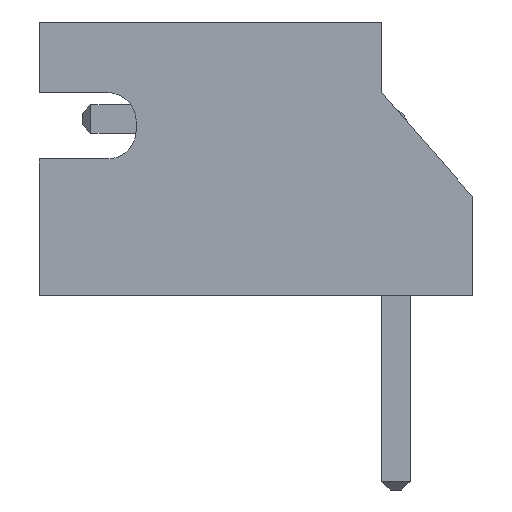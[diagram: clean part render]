
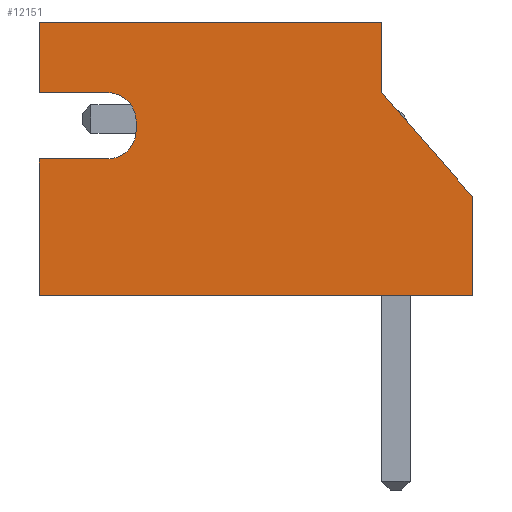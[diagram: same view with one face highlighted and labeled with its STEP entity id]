
A CAD part, left-side view. The second image highlights one B-rep face of the part: STEP entity #12151.
In plain terms, the highlighted planar face has unit normal (-1, 0, 0).
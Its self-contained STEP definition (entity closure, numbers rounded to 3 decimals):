
#409 = VECTOR ( 'NONE', #6307, 1000. ) ;
#519 = DIRECTION ( 'NONE',  ( 0., 1., 0. ) ) ;
#648 = VERTEX_POINT ( 'NONE', #17926 ) ;
#663 = AXIS2_PLACEMENT_3D ( 'NONE', #11904, #1426, #1630 ) ;
#674 = VERTEX_POINT ( 'NONE', #4162 ) ;
#830 = VERTEX_POINT ( 'NONE', #3349 ) ;
#1010 = CARTESIAN_POINT ( 'NONE',  ( -4.95, 4.55, 2.9 ) ) ;
#1175 = CARTESIAN_POINT ( 'NONE',  ( -4.95, 6.25, 2.4 ) ) ;
#1347 = LINE ( 'NONE', #13642, #409 ) ;
#1389 = DIRECTION ( 'NONE',  ( 0., 0., -1. ) ) ;
#1426 = DIRECTION ( 'NONE',  ( -1., 0., 0. ) ) ;
#1505 = LINE ( 'NONE', #18671, #14862 ) ;
#1630 = DIRECTION ( 'NONE',  ( 0., -1., 0. ) ) ;
#2748 = DIRECTION ( 'NONE',  ( 0., 0., -1. ) ) ;
#2801 = EDGE_CURVE ( 'NONE', #3453, #15609, #12923, .T. ) ;
#3349 = CARTESIAN_POINT ( 'NONE',  ( -4.95, 0.25, 4.8 ) ) ;
#3409 = DIRECTION ( 'NONE',  ( 0., 0., -1. ) ) ;
#3453 = VERTEX_POINT ( 'NONE', #17183 ) ;
#3622 = CARTESIAN_POINT ( 'NONE',  ( -4.95, 4.55, 2.9 ) ) ;
#4162 = CARTESIAN_POINT ( 'NONE',  ( -4.95, 6.25, 4.8 ) ) ;
#4532 = EDGE_CURVE ( 'NONE', #15183, #648, #12687, .T. ) ;
#4724 = VECTOR ( 'NONE', #19096, 1000. ) ;
#5077 = VERTEX_POINT ( 'NONE', #14407 ) ;
#5666 = VECTOR ( 'NONE', #2748, 1000. ) ;
#5795 = EDGE_LOOP ( 'NONE', ( #14044, #16271, #11201, #6706, #11708, #8261, #10749, #7949, #16137, #14428, #10948, #18861 ) ) ;
#6184 = DIRECTION ( 'NONE',  ( 0., -1., 0. ) ) ;
#6203 = DIRECTION ( 'NONE',  ( 0., -0.658, -0.753 ) ) ;
#6307 = DIRECTION ( 'NONE',  ( 0., 1., 0. ) ) ;
#6382 = VERTEX_POINT ( 'NONE', #17870 ) ;
#6706 = ORIENTED_EDGE ( 'NONE', *, *, #13596, .F. ) ;
#6984 = CARTESIAN_POINT ( 'NONE',  ( -4.95, -1.35, 4.8 ) ) ;
#7104 = CIRCLE ( 'NONE', #663, 0.5 ) ;
#7365 = EDGE_CURVE ( 'NONE', #15183, #18420, #11743, .T. ) ;
#7551 = CARTESIAN_POINT ( 'NONE',  ( -4.95, 6.25, 4.8 ) ) ;
#7742 = DIRECTION ( 'NONE',  ( 0., -1., 0. ) ) ;
#7829 = EDGE_CURVE ( 'NONE', #15609, #6382, #12268, .T. ) ;
#7949 = ORIENTED_EDGE ( 'NONE', *, *, #19834, .F. ) ;
#8166 = CARTESIAN_POINT ( 'NONE',  ( -4.95, 6.25, 4.8 ) ) ;
#8261 = ORIENTED_EDGE ( 'NONE', *, *, #13916, .F. ) ;
#9092 = VECTOR ( 'NONE', #18234, 1000. ) ;
#9199 = CARTESIAN_POINT ( 'NONE',  ( -4.95, 0.25, 3.562 ) ) ;
#9210 = EDGE_CURVE ( 'NONE', #674, #5077, #12178, .T. ) ;
#10548 = CARTESIAN_POINT ( 'NONE',  ( -4.95, 5.05, 3.562 ) ) ;
#10749 = ORIENTED_EDGE ( 'NONE', *, *, #13187, .F. ) ;
#10948 = ORIENTED_EDGE ( 'NONE', *, *, #4532, .T. ) ;
#11094 = DIRECTION ( 'NONE',  ( -1., 0., 0. ) ) ;
#11201 = ORIENTED_EDGE ( 'NONE', *, *, #17891, .F. ) ;
#11708 = ORIENTED_EDGE ( 'NONE', *, *, #9210, .T. ) ;
#11743 = LINE ( 'NONE', #1175, #9092 ) ;
#11904 = CARTESIAN_POINT ( 'NONE',  ( -4.95, 5.05, 3.062 ) ) ;
#11910 = LINE ( 'NONE', #18007, #5666 ) ;
#12151 = ADVANCED_FACE ( 'NONE', ( #14002 ), #17108, .F. ) ;
#12178 = LINE ( 'NONE', #13781, #19678 ) ;
#12268 = LINE ( 'NONE', #6984, #19330 ) ;
#12489 = CARTESIAN_POINT ( 'NONE',  ( -4.95, 6.25, 4.8 ) ) ;
#12549 = EDGE_CURVE ( 'NONE', #648, #6382, #1505, .T. ) ;
#12608 = CARTESIAN_POINT ( 'NONE',  ( -4.95, -1.35, 1.733 ) ) ;
#12687 = LINE ( 'NONE', #12489, #15749 ) ;
#12923 = LINE ( 'NONE', #9199, #18530 ) ;
#13187 = EDGE_CURVE ( 'NONE', #19207, #18154, #7104, .T. ) ;
#13200 = CARTESIAN_POINT ( 'NONE',  ( -4.95, 4.55, 3.062 ) ) ;
#13596 = EDGE_CURVE ( 'NONE', #674, #830, #19673, .T. ) ;
#13632 = CARTESIAN_POINT ( 'NONE',  ( -4.95, 6.25, 2.4 ) ) ;
#13642 = CARTESIAN_POINT ( 'NONE',  ( -4.95, 6.25, 3.562 ) ) ;
#13781 = CARTESIAN_POINT ( 'NONE',  ( -4.95, 6.25, 4.8 ) ) ;
#13916 = EDGE_CURVE ( 'NONE', #18154, #5077, #1347, .T. ) ;
#14002 = FACE_OUTER_BOUND ( 'NONE', #5795, .T. ) ;
#14044 = ORIENTED_EDGE ( 'NONE', *, *, #7829, .F. ) ;
#14359 = CARTESIAN_POINT ( 'NONE',  ( -4.95, 5.05, 2.4 ) ) ;
#14407 = CARTESIAN_POINT ( 'NONE',  ( -4.95, 6.25, 3.562 ) ) ;
#14428 = ORIENTED_EDGE ( 'NONE', *, *, #7365, .F. ) ;
#14514 = AXIS2_PLACEMENT_3D ( 'NONE', #8166, #18485, #519 ) ;
#14862 = VECTOR ( 'NONE', #7742, 1000. ) ;
#15183 = VERTEX_POINT ( 'NONE', #13632 ) ;
#15494 = VECTOR ( 'NONE', #16501, 1000. ) ;
#15606 = AXIS2_PLACEMENT_3D ( 'NONE', #18709, #11094, #6184 ) ;
#15609 = VERTEX_POINT ( 'NONE', #12608 ) ;
#15749 = VECTOR ( 'NONE', #3409, 1000. ) ;
#15920 = LINE ( 'NONE', #3622, #4724 ) ;
#16137 = ORIENTED_EDGE ( 'NONE', *, *, #17969, .F. ) ;
#16271 = ORIENTED_EDGE ( 'NONE', *, *, #2801, .F. ) ;
#16501 = DIRECTION ( 'NONE',  ( 0., -1., 0. ) ) ;
#17108 = PLANE ( 'NONE',  #14514 ) ;
#17183 = CARTESIAN_POINT ( 'NONE',  ( -4.95, 0.25, 3.562 ) ) ;
#17870 = CARTESIAN_POINT ( 'NONE',  ( -4.95, -1.35, 0. ) ) ;
#17891 = EDGE_CURVE ( 'NONE', #830, #3453, #11910, .T. ) ;
#17926 = CARTESIAN_POINT ( 'NONE',  ( -4.95, 6.25, 0. ) ) ;
#17969 = EDGE_CURVE ( 'NONE', #18420, #19812, #19105, .T. ) ;
#18007 = CARTESIAN_POINT ( 'NONE',  ( -4.95, 0.25, 4.8 ) ) ;
#18154 = VERTEX_POINT ( 'NONE', #10548 ) ;
#18234 = DIRECTION ( 'NONE',  ( 0., -1., 0. ) ) ;
#18420 = VERTEX_POINT ( 'NONE', #14359 ) ;
#18485 = DIRECTION ( 'NONE',  ( 1., 0., 0. ) ) ;
#18530 = VECTOR ( 'NONE', #6203, 1000. ) ;
#18671 = CARTESIAN_POINT ( 'NONE',  ( -4.95, 6.25, 0. ) ) ;
#18709 = CARTESIAN_POINT ( 'NONE',  ( -4.95, 5.05, 2.9 ) ) ;
#18861 = ORIENTED_EDGE ( 'NONE', *, *, #12549, .T. ) ;
#19096 = DIRECTION ( 'NONE',  ( 0., 0., 1. ) ) ;
#19105 = CIRCLE ( 'NONE', #15606, 0.5 ) ;
#19207 = VERTEX_POINT ( 'NONE', #13200 ) ;
#19294 = DIRECTION ( 'NONE',  ( 0., 0., -1. ) ) ;
#19330 = VECTOR ( 'NONE', #19294, 1000. ) ;
#19673 = LINE ( 'NONE', #7551, #15494 ) ;
#19678 = VECTOR ( 'NONE', #1389, 1000. ) ;
#19812 = VERTEX_POINT ( 'NONE', #1010 ) ;
#19834 = EDGE_CURVE ( 'NONE', #19812, #19207, #15920, .T. ) ;
